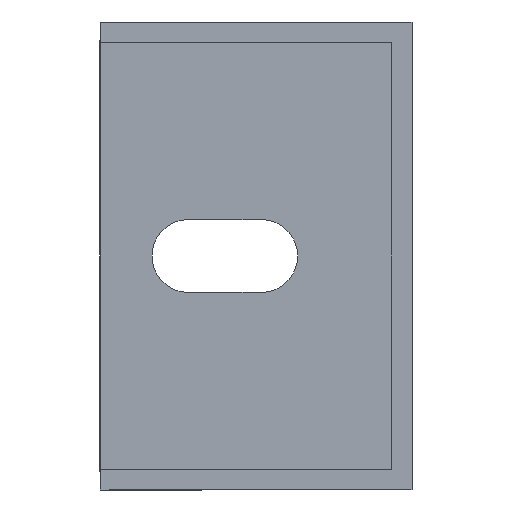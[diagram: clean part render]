
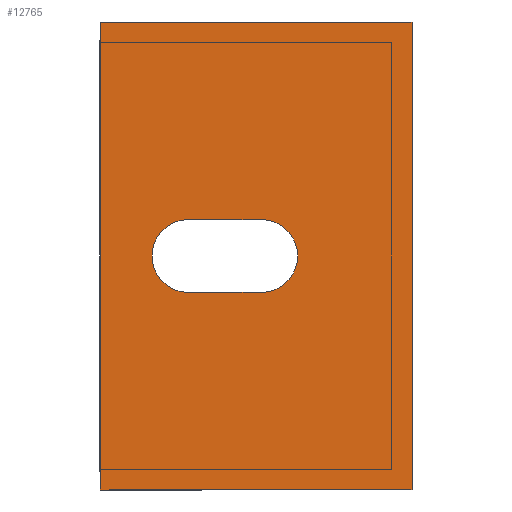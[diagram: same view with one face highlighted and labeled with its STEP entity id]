
A CAD part, left-side view. The second image highlights one B-rep face of the part: STEP entity #12765.
In plain terms, the highlighted planar face has unit normal (-1, 0, 0).
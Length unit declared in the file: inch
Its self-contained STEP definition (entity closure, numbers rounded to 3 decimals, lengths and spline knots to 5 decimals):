
#200 = DIRECTION ( 'NONE',  ( 1., 0., 0. ) ) ;
#252 = CARTESIAN_POINT ( 'NONE',  ( -21.69291, 0.84646, 0. ) ) ;
#542 = LINE ( 'NONE', #17797, #17859 ) ;
#657 = CARTESIAN_POINT ( 'NONE',  ( -21.69291, 0.57087, -0.1378 ) ) ;
#1376 = ORIENTED_EDGE ( 'NONE', *, *, #15182, .T. ) ;
#2437 = CARTESIAN_POINT ( 'NONE',  ( -21.69291, 0., 0.1378 ) ) ;
#2602 = DIRECTION ( 'NONE',  ( 0., -1., 0. ) ) ;
#2784 = VERTEX_POINT ( 'NONE', #11400 ) ;
#3507 = EDGE_CURVE ( 'NONE', #15588, #14825, #12552, .T. ) ;
#3836 = ORIENTED_EDGE ( 'NONE', *, *, #9819, .T. ) ;
#4141 = VECTOR ( 'NONE', #14912, 39.37008 ) ;
#4421 = VERTEX_POINT ( 'NONE', #21447 ) ;
#4564 = VERTEX_POINT ( 'NONE', #657 ) ;
#4764 = FACE_OUTER_BOUND ( 'NONE', #15623, .T. ) ;
#5143 = AXIS2_PLACEMENT_3D ( 'NONE', #18263, #18702, #2602 ) ;
#6140 = CIRCLE ( 'NONE', #11255, 0.1378 ) ;
#6611 = EDGE_CURVE ( 'NONE', #20230, #12636, #22294, .T. ) ;
#6881 = ORIENTED_EDGE ( 'NONE', *, *, #3507, .T. ) ;
#7697 = DIRECTION ( 'NONE',  ( 0., -1., 0. ) ) ;
#8181 = ORIENTED_EDGE ( 'NONE', *, *, #20798, .F. ) ;
#8192 = VECTOR ( 'NONE', #10394, 39.37008 ) ;
#8789 = CARTESIAN_POINT ( 'NONE',  ( -21.69291, 0., 5.76728 ) ) ;
#9386 = VECTOR ( 'NONE', #15348, 39.37008 ) ;
#9412 = LINE ( 'NONE', #2437, #9990 ) ;
#9548 = CARTESIAN_POINT ( 'NONE',  ( -21.69291, 0., 0.88583 ) ) ;
#9772 = LINE ( 'NONE', #9548, #4141 ) ;
#9819 = EDGE_CURVE ( 'NONE', #4564, #2784, #542, .T. ) ;
#9990 = VECTOR ( 'NONE', #7697, 39.37008 ) ;
#10394 = DIRECTION ( 'NONE',  ( 0., 0., 1. ) ) ;
#10646 = DIRECTION ( 'NONE',  ( 0., 0., 1. ) ) ;
#11017 = CARTESIAN_POINT ( 'NONE',  ( -21.69291, 1.1811, 0.88583 ) ) ;
#11255 = AXIS2_PLACEMENT_3D ( 'NONE', #14137, #200, #14248 ) ;
#11400 = CARTESIAN_POINT ( 'NONE',  ( -21.69291, 0.84646, -0.1378 ) ) ;
#11407 = VERTEX_POINT ( 'NONE', #11704 ) ;
#11704 = CARTESIAN_POINT ( 'NONE',  ( -21.69291, 0.57087, 0.1378 ) ) ;
#12193 = ORIENTED_EDGE ( 'NONE', *, *, #19626, .T. ) ;
#12479 = ORIENTED_EDGE ( 'NONE', *, *, #17417, .T. ) ;
#12532 = CARTESIAN_POINT ( 'NONE',  ( -21.69291, 0., -0.88583 ) ) ;
#12552 = LINE ( 'NONE', #8789, #8192 ) ;
#12636 = VERTEX_POINT ( 'NONE', #19631 ) ;
#12765 = ADVANCED_FACE ( 'NONE', ( #4764, #20086 ), #22019, .T. ) ;
#12881 = DIRECTION ( 'NONE',  ( 0., 1., 0. ) ) ;
#13758 = CARTESIAN_POINT ( 'NONE',  ( -21.69291, 0., -0.88583 ) ) ;
#14137 = CARTESIAN_POINT ( 'NONE',  ( -21.69291, 0.57087, 0. ) ) ;
#14248 = DIRECTION ( 'NONE',  ( 0., 0., 1. ) ) ;
#14472 = EDGE_LOOP ( 'NONE', ( #12193, #3836, #1376, #12479 ) ) ;
#14825 = VERTEX_POINT ( 'NONE', #16037 ) ;
#14862 = ORIENTED_EDGE ( 'NONE', *, *, #6611, .T. ) ;
#14912 = DIRECTION ( 'NONE',  ( 0., -1., 0. ) ) ;
#15182 = EDGE_CURVE ( 'NONE', #2784, #4421, #18361, .T. ) ;
#15348 = DIRECTION ( 'NONE',  ( 0., 1., 0. ) ) ;
#15588 = VERTEX_POINT ( 'NONE', #12532 ) ;
#15623 = EDGE_LOOP ( 'NONE', ( #6881, #21587, #14862, #8181 ) ) ;
#16037 = CARTESIAN_POINT ( 'NONE',  ( -21.69291, 0., 0.88583 ) ) ;
#16973 = EDGE_CURVE ( 'NONE', #20230, #14825, #9772, .T. ) ;
#17399 = LINE ( 'NONE', #13758, #9386 ) ;
#17417 = EDGE_CURVE ( 'NONE', #4421, #11407, #9412, .T. ) ;
#17797 = CARTESIAN_POINT ( 'NONE',  ( -21.69291, 0., -0.1378 ) ) ;
#17859 = VECTOR ( 'NONE', #12881, 39.37008 ) ;
#18263 = CARTESIAN_POINT ( 'NONE',  ( -21.69291, 0., 5.76728 ) ) ;
#18361 = CIRCLE ( 'NONE', #20550, 0.1378 ) ;
#18702 = DIRECTION ( 'NONE',  ( -1., 0., 0. ) ) ;
#19328 = DIRECTION ( 'NONE',  ( 1., 0., 0. ) ) ;
#19589 = VECTOR ( 'NONE', #20466, 39.37008 ) ;
#19626 = EDGE_CURVE ( 'NONE', #11407, #4564, #6140, .T. ) ;
#19631 = CARTESIAN_POINT ( 'NONE',  ( -21.69291, 1.1811, -0.88583 ) ) ;
#20086 = FACE_BOUND ( 'NONE', #14472, .T. ) ;
#20230 = VERTEX_POINT ( 'NONE', #11017 ) ;
#20466 = DIRECTION ( 'NONE',  ( 0., 0., -1. ) ) ;
#20550 = AXIS2_PLACEMENT_3D ( 'NONE', #252, #19328, #10646 ) ;
#20798 = EDGE_CURVE ( 'NONE', #15588, #12636, #17399, .T. ) ;
#21447 = CARTESIAN_POINT ( 'NONE',  ( -21.69291, 0.84646, 0.1378 ) ) ;
#21587 = ORIENTED_EDGE ( 'NONE', *, *, #16973, .F. ) ;
#22019 = PLANE ( 'NONE',  #5143 ) ;
#22071 = CARTESIAN_POINT ( 'NONE',  ( -21.69291, 1.1811, 5.76728 ) ) ;
#22294 = LINE ( 'NONE', #22071, #19589 ) ;
